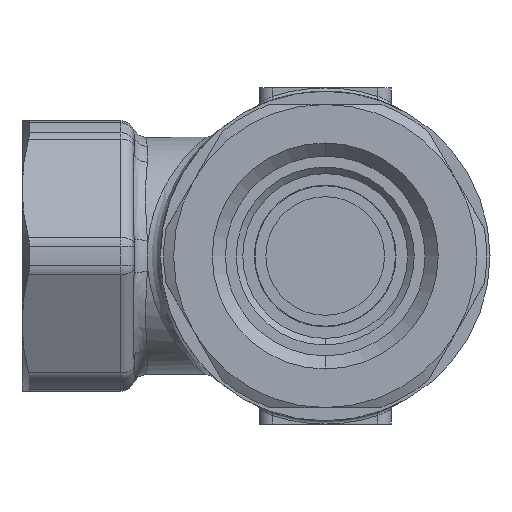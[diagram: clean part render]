
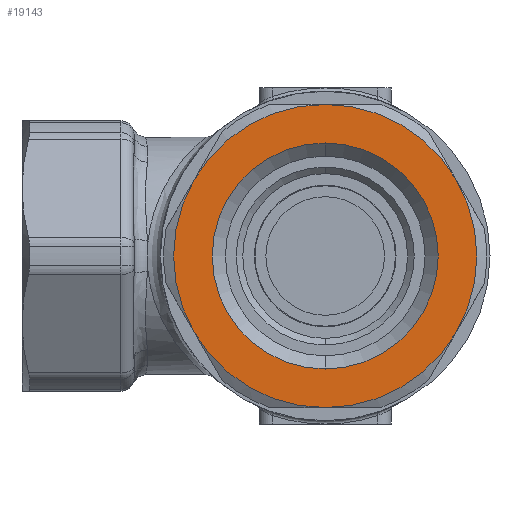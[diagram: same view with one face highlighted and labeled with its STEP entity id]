
A CAD part, front view. The second image highlights one B-rep face of the part: STEP entity #19143.
In plain terms, the highlighted planar face has unit normal (0, -1, 0).
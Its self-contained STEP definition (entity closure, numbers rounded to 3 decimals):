
#1014 = CIRCLE ( 'NONE', #1015, 17.146 ) ;
#1015 = AXIS2_PLACEMENT_3D ( 'NONE', #28557, #28558, #28559 ) ;
#1162 = AXIS2_PLACEMENT_3D ( 'NONE', #2053, #2054, #2055 ) ;
#1171 = CIRCLE ( 'NONE', #1162, 23. ) ;
#2053 = CARTESIAN_POINT ( 'NONE',  ( 0., -37.95, 0. ) ) ;
#2054 = DIRECTION ( 'NONE',  ( 0., -1., 0. ) ) ;
#2055 = DIRECTION ( 'NONE',  ( 0., 0., -1. ) ) ;
#6818 = EDGE_LOOP ( 'NONE', ( #27032, #27034 ) ) ;
#6889 = EDGE_LOOP ( 'NONE', ( #27036, #27037, #27039, #27043, #27045, #27046 ) ) ;
#7138 = FACE_OUTER_BOUND ( 'NONE', #6889, .T. ) ;
#7153 = FACE_BOUND ( 'NONE', #6818, .T. ) ;
#7155 = PLANE ( 'NONE',  #22136 ) ;
#7164 = CARTESIAN_POINT ( 'NONE',  ( 13.279, -37.95, -23. ) ) ;
#7165 = DIRECTION ( 'NONE',  ( 0., -1., 0. ) ) ;
#7166 = DIRECTION ( 'NONE',  ( 0., 0., -1. ) ) ;
#8724 = VERTEX_POINT ( 'NONE', #11953 ) ;
#8791 = VERTEX_POINT ( 'NONE', #12020 ) ;
#8807 = VERTEX_POINT ( 'NONE', #12036 ) ;
#8808 = VERTEX_POINT ( 'NONE', #12037 ) ;
#8833 = VERTEX_POINT ( 'NONE', #12062 ) ;
#8836 = VERTEX_POINT ( 'NONE', #12065 ) ;
#8841 = VERTEX_POINT ( 'NONE', #12070 ) ;
#9674 = CARTESIAN_POINT ( 'NONE',  ( 0., -37.95, 0. ) ) ;
#9675 = DIRECTION ( 'NONE',  ( 0., 1., 0. ) ) ;
#9676 = DIRECTION ( 'NONE',  ( 0., 0., -1. ) ) ;
#10074 = CARTESIAN_POINT ( 'NONE',  ( 0., -37.95, 0. ) ) ;
#10075 = DIRECTION ( 'NONE',  ( 0., 1., 0. ) ) ;
#10076 = DIRECTION ( 'NONE',  ( 0., 0., 1. ) ) ;
#10108 = CARTESIAN_POINT ( 'NONE',  ( 0., -37.95, 0. ) ) ;
#10109 = DIRECTION ( 'NONE',  ( 0., -1., 0. ) ) ;
#10110 = DIRECTION ( 'NONE',  ( 0., 0., -1. ) ) ;
#10120 = CARTESIAN_POINT ( 'NONE',  ( 0., -37.95, 0. ) ) ;
#10121 = DIRECTION ( 'NONE',  ( 0., -1., 0. ) ) ;
#10122 = DIRECTION ( 'NONE',  ( 0., 0., -1. ) ) ;
#10232 = CARTESIAN_POINT ( 'NONE',  ( 0., -37.95, 0. ) ) ;
#10233 = DIRECTION ( 'NONE',  ( 0., -1., 0. ) ) ;
#10234 = DIRECTION ( 'NONE',  ( 0., 0., -1. ) ) ;
#10289 = CARTESIAN_POINT ( 'NONE',  ( 0., -37.95, 0. ) ) ;
#10290 = DIRECTION ( 'NONE',  ( 0., -1., 0. ) ) ;
#10291 = DIRECTION ( 'NONE',  ( 0., 0., -1. ) ) ;
#10807 = AXIS2_PLACEMENT_3D ( 'NONE', #10108, #10109, #10110 ) ;
#10921 = AXIS2_PLACEMENT_3D ( 'NONE', #9674, #9675, #9676 ) ;
#10922 = CIRCLE ( 'NONE', #10921, 17.146 ) ;
#10926 = CIRCLE ( 'NONE', #10807, 23. ) ;
#11039 = CIRCLE ( 'NONE', #11053, 23. ) ;
#11043 = CIRCLE ( 'NONE', #11058, 23. ) ;
#11046 = CIRCLE ( 'NONE', #17963, 23. ) ;
#11053 = AXIS2_PLACEMENT_3D ( 'NONE', #10120, #10121, #10122 ) ;
#11058 = AXIS2_PLACEMENT_3D ( 'NONE', #10074, #10075, #10076 ) ;
#11953 = CARTESIAN_POINT ( 'NONE',  ( 0., -37.95, -23. ) ) ;
#12020 = CARTESIAN_POINT ( 'NONE',  ( 0., -37.95, -17.146 ) ) ;
#12036 = CARTESIAN_POINT ( 'NONE',  ( 19.919, -37.95, -11.5 ) ) ;
#12037 = CARTESIAN_POINT ( 'NONE',  ( 0., -37.95, 17.146 ) ) ;
#12062 = CARTESIAN_POINT ( 'NONE',  ( 19.919, -37.95, 11.5 ) ) ;
#12065 = CARTESIAN_POINT ( 'NONE',  ( 0., -37.95, 23. ) ) ;
#12070 = CARTESIAN_POINT ( 'NONE',  ( -19.919, -37.95, -11.5 ) ) ;
#13921 = EDGE_CURVE ( 'NONE', #8791, #8808, #10922, .T. ) ;
#14038 = EDGE_CURVE ( 'NONE', #8836, #8833, #11043, .T. ) ;
#14047 = EDGE_CURVE ( 'NONE', #22905, #8841, #10926, .T. ) ;
#14051 = EDGE_CURVE ( 'NONE', #8807, #8833, #11039, .T. ) ;
#14084 = EDGE_CURVE ( 'NONE', #8841, #8724, #11046, .T. ) ;
#14098 = EDGE_CURVE ( 'NONE', #8724, #8807, #17921, .T. ) ;
#16971 = EDGE_CURVE ( 'NONE', #8836, #22905, #1171, .T. ) ;
#17218 = EDGE_CURVE ( 'NONE', #8808, #8791, #1014, .T. ) ;
#17897 = AXIS2_PLACEMENT_3D ( 'NONE', #10289, #10290, #10291 ) ;
#17921 = CIRCLE ( 'NONE', #17897, 23. ) ;
#17963 = AXIS2_PLACEMENT_3D ( 'NONE', #10232, #10233, #10234 ) ;
#19143 = ADVANCED_FACE ( 'NONE', ( #7153, #7138 ), #7155, .T. ) ;
#21483 = CARTESIAN_POINT ( 'NONE',  ( -19.919, -37.95, 11.5 ) ) ;
#22136 = AXIS2_PLACEMENT_3D ( 'NONE', #7164, #7165, #7166 ) ;
#22905 = VERTEX_POINT ( 'NONE', #21483 ) ;
#27032 = ORIENTED_EDGE ( 'NONE', *, *, #13921, .T. ) ;
#27034 = ORIENTED_EDGE ( 'NONE', *, *, #17218, .T. ) ;
#27036 = ORIENTED_EDGE ( 'NONE', *, *, #14084, .T. ) ;
#27037 = ORIENTED_EDGE ( 'NONE', *, *, #14098, .T. ) ;
#27039 = ORIENTED_EDGE ( 'NONE', *, *, #14051, .T. ) ;
#27043 = ORIENTED_EDGE ( 'NONE', *, *, #14038, .F. ) ;
#27045 = ORIENTED_EDGE ( 'NONE', *, *, #16971, .T. ) ;
#27046 = ORIENTED_EDGE ( 'NONE', *, *, #14047, .T. ) ;
#28557 = CARTESIAN_POINT ( 'NONE',  ( 0., -37.95, 0. ) ) ;
#28558 = DIRECTION ( 'NONE',  ( 0., 1., 0. ) ) ;
#28559 = DIRECTION ( 'NONE',  ( 0., 0., -1. ) ) ;
